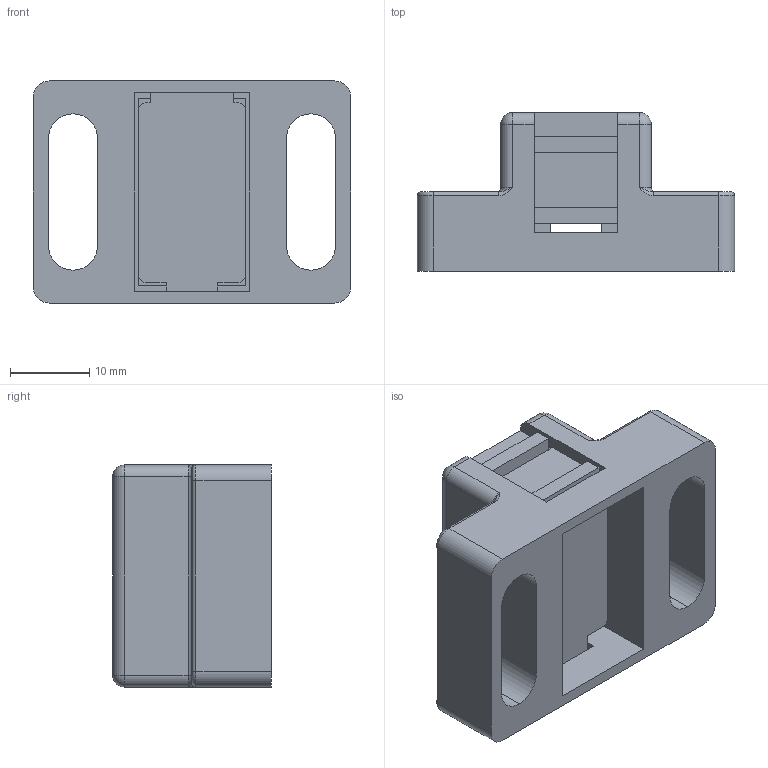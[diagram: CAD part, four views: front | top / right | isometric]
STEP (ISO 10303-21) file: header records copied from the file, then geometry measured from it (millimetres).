
FILE_DESCRIPTION(('STEP AP214'),'1');
FILE_NAME('fath_093040.stp','2017-04-28T11:47:38',('TraceParts'),('TraceParts S.A.'),'Spatial InterOp 3D',' ',' ');
FILE_SCHEMA(('automotive_design'));
Length unit declared in the file: millimetre
Products named in the file (4): fath_093040_1; fath_093040_2; fath_093040_3; fath_093040_4
Bounding box: 40 x 20 x 28 mm (x, y, z)
Volume: 11187.4 mm3; surface area: 8726.7 mm2
Topology: 4 solids, 4 shells, 115 faces, 306 edges, 188 vertices
Faces by surface type: plane 61, cylinder 38, torus 8, sphere 4, bspline 4
Entity records: 4670 total; most frequent: CARTESIAN_POINT 797, DIRECTION 604, ORIENTED_EDGE 596, EDGE_CURVE 298, LINE 206, VECTOR 206, AXIS2_PLACEMENT_3D 199, VERTEX_POINT 188
